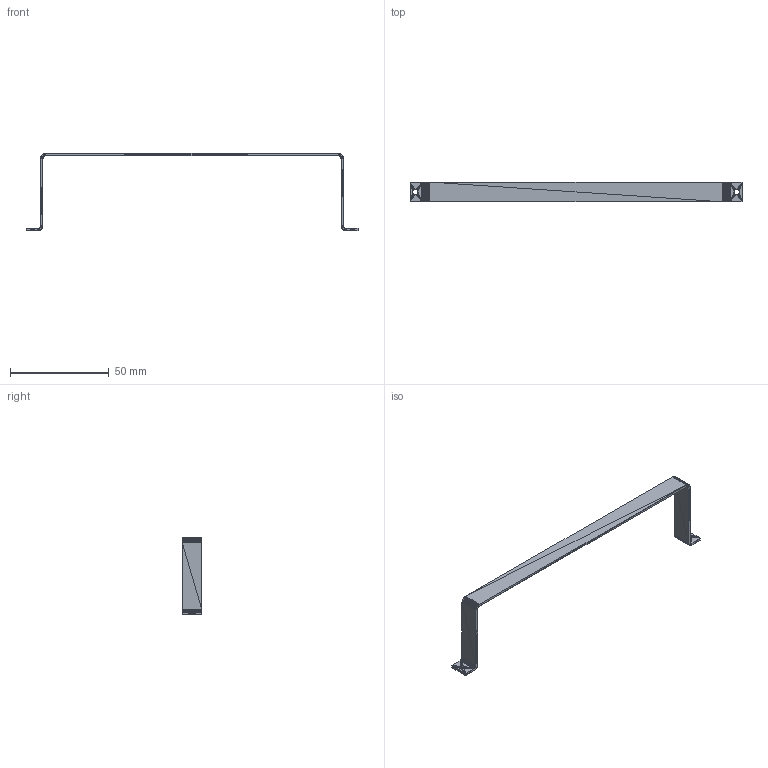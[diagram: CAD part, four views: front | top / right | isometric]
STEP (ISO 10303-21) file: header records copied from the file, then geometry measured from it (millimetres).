
FILE_DESCRIPTION(('FreeCAD Model'),'2;1');
FILE_NAME( 'BRACKET_R1000A.step', '2016-09-30T17:50:46',('Author'),(''), 'Open CASCADE STEP processor 6.8','FreeCAD','Unknown');
FILE_SCHEMA(('AUTOMOTIVE_DESIGN_CC2 { 1 2 10303 214 -1 1 5 4 }'));
Length unit declared in the file: millimetre
Products named in the file (2): ASSEMBLY; BRACKET_R1000A
Assembly tree (1 placements, depth 2):
  ASSEMBLY
    BRACKET_R1000A
Bounding box: 168 x 10 x 39.2 mm (x, y, z)
Surface area: 5482.1 mm2 (no closed solid volume)
Topology: 0 solids, 3 shells, 1664 faces, 2496 edges, 834 vertices
Faces by surface type: plane 1664
Entity records: 62475 total; most frequent: CARTESIAN_POINT 12482, DIRECTION 8326, LINE 4994, VECTOR 4994, ORIENTED_EDGE 4992, PCURVE 4992, DEFINITIONAL_REPRESENTATION 4992, EDGE_CURVE 2496
